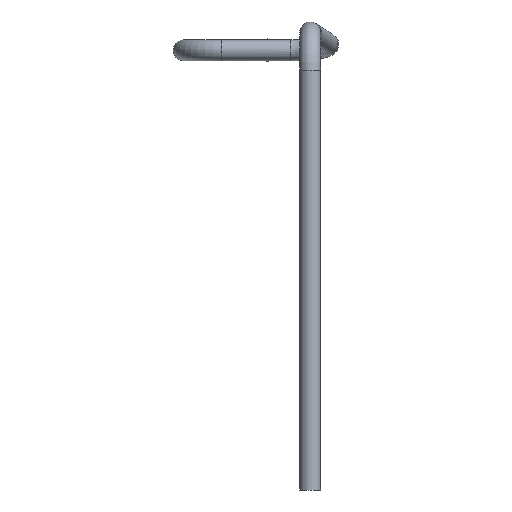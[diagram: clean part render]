
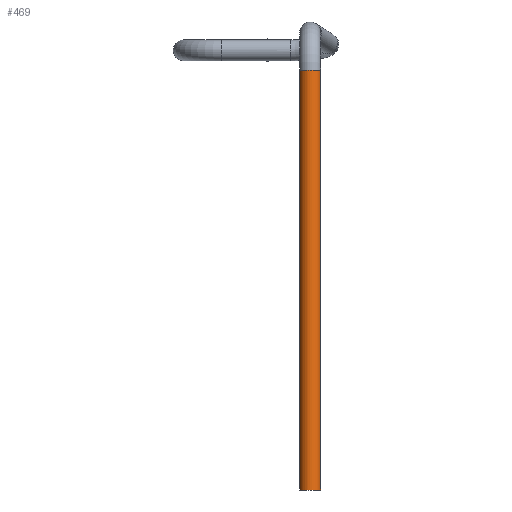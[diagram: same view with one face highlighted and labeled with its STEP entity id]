
A CAD part, front view. The second image highlights one B-rep face of the part: STEP entity #469.
In plain terms, the highlighted cylindrical face has radius 11 mm (diameter 22 mm), a full revolution.
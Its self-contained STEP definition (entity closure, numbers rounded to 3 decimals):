
#31=LINE('',#905,#44);
#44=VECTOR('',#755,11.);
#57=CYLINDRICAL_SURFACE('',#573,11.);
#81=FACE_OUTER_BOUND('',#107,.T.);
#107=EDGE_LOOP('',(#426,#427,#428,#429,#430));
#168=CIRCLE('',#571,11.);
#169=CIRCLE('',#572,11.);
#170=CIRCLE('',#574,11.);
#216=VERTEX_POINT('',#898);
#217=VERTEX_POINT('',#900);
#218=VERTEX_POINT('',#904);
#287=EDGE_CURVE('',#216,#217,#168,.T.);
#288=EDGE_CURVE('',#217,#216,#169,.T.);
#289=EDGE_CURVE('',#217,#218,#31,.T.);
#290=EDGE_CURVE('',#218,#218,#170,.T.);
#426=ORIENTED_EDGE('',*,*,#288,.F.);
#427=ORIENTED_EDGE('',*,*,#289,.T.);
#428=ORIENTED_EDGE('',*,*,#290,.T.);
#429=ORIENTED_EDGE('',*,*,#289,.F.);
#430=ORIENTED_EDGE('',*,*,#287,.F.);
#469=ADVANCED_FACE('',(#81),#57,.T.);
#571=AXIS2_PLACEMENT_3D('',#901,#749,#750);
#572=AXIS2_PLACEMENT_3D('',#902,#751,#752);
#573=AXIS2_PLACEMENT_3D('',#903,#753,#754);
#574=AXIS2_PLACEMENT_3D('',#906,#756,#757);
#749=DIRECTION('center_axis',(0.,0.,
1.));
#750=DIRECTION('ref_axis',(1.,0.,0.));
#751=DIRECTION('center_axis',(0.,0.,
1.));
#752=DIRECTION('ref_axis',(1.,0.,0.));
#753=DIRECTION('center_axis',(0.,0.,
1.));
#754=DIRECTION('ref_axis',(1.,0.,0.));
#755=DIRECTION('',(0.,0.,-1.));
#756=DIRECTION('center_axis',(0.,0.,
1.));
#757=DIRECTION('ref_axis',(1.,0.,0.));
#898=CARTESIAN_POINT('',(0.,11.,445.));
#900=CARTESIAN_POINT('',(-11.,0.,445.));
#901=CARTESIAN_POINT('Origin',(0.,0.,
445.));
#902=CARTESIAN_POINT('Origin',(0.,0.,
445.));
#903=CARTESIAN_POINT('Origin',(0.,0.,0.));
#904=CARTESIAN_POINT('',(-11.,0.,0.));
#905=CARTESIAN_POINT('',(-11.,0.,0.));
#906=CARTESIAN_POINT('Origin',(0.,0.,0.));
